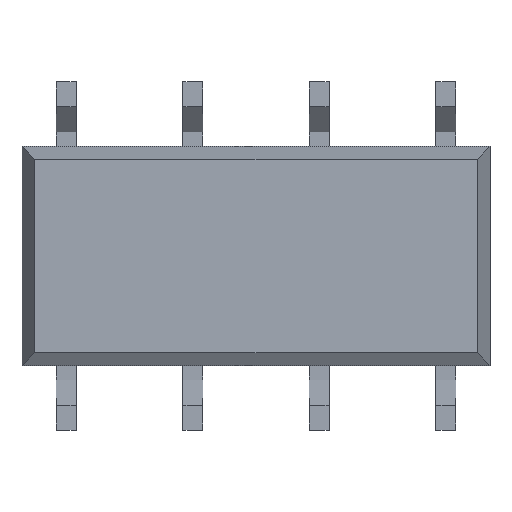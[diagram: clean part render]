
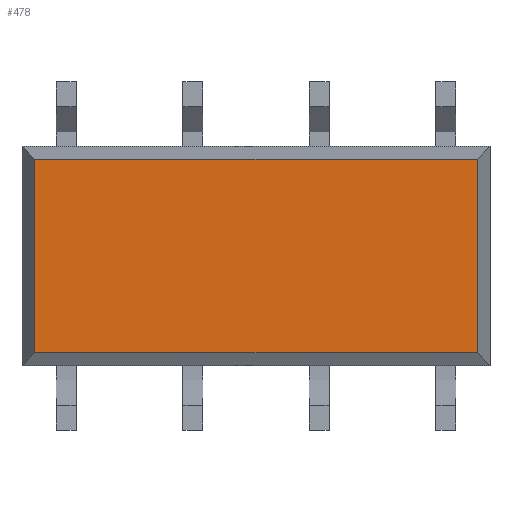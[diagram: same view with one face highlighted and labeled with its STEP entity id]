
A CAD part, front view. The second image highlights one B-rep face of the part: STEP entity #478.
In plain terms, the highlighted planar face has unit normal (0, -1, 0).
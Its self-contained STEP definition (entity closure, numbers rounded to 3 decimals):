
#5 = EDGE_CURVE ( 'NONE', #90, #2388, #360, .T. ) ;
#90 = VERTEX_POINT ( 'NONE', #624 ) ;
#126 = EDGE_CURVE ( 'NONE', #1947, #90, #730, .T. ) ;
#133 = EDGE_LOOP ( 'NONE', ( #2202, #2365, #2401, #2582 ) ) ;
#160 = EDGE_CURVE ( 'NONE', #1947, #183, #1001, .T. ) ;
#183 = VERTEX_POINT ( 'NONE', #1131 ) ;
#295 = CARTESIAN_POINT ( 'NONE',  ( 8.25, 0.1, -1.94 ) ) ;
#360 = LINE ( 'NONE', #361, #362 ) ;
#361 = CARTESIAN_POINT ( 'NONE',  ( -0.63, 0.1, -2.2 ) ) ;
#362 = VECTOR ( 'NONE', #363, 1000. ) ;
#363 = DIRECTION ( 'NONE',  ( 0., 0., 1. ) ) ;
#478 = ADVANCED_FACE ( 'NONE', ( #1903 ), #1904, .F. ) ;
#624 = CARTESIAN_POINT ( 'NONE',  ( -0.63, 0.1, -1.94 ) ) ;
#730 = LINE ( 'NONE', #731, #732 ) ;
#731 = CARTESIAN_POINT ( 'NONE',  ( 8.51, 0.1, -1.94 ) ) ;
#732 = VECTOR ( 'NONE', #733, 1000. ) ;
#733 = DIRECTION ( 'NONE',  ( -1., 0., 0. ) ) ;
#1001 = LINE ( 'NONE', #1002, #1003 ) ;
#1002 = CARTESIAN_POINT ( 'NONE',  ( 8.25, 0.1, -2.2 ) ) ;
#1003 = VECTOR ( 'NONE', #1007, 1000. ) ;
#1007 = DIRECTION ( 'NONE',  ( 0., 0., 1. ) ) ;
#1131 = CARTESIAN_POINT ( 'NONE',  ( 8.25, 0.1, 1.94 ) ) ;
#1584 = LINE ( 'NONE', #1585, #1586 ) ;
#1585 = CARTESIAN_POINT ( 'NONE',  ( 8.51, 0.1, 1.94 ) ) ;
#1586 = VECTOR ( 'NONE', #1588, 1000. ) ;
#1588 = DIRECTION ( 'NONE',  ( -1., 0., 0. ) ) ;
#1806 = CARTESIAN_POINT ( 'NONE',  ( -0.63, 0.1, 1.94 ) ) ;
#1903 = FACE_OUTER_BOUND ( 'NONE', #133, .T. ) ;
#1904 = PLANE ( 'NONE',  #1905 ) ;
#1905 = AXIS2_PLACEMENT_3D ( 'NONE', #1906, #1907, #1908 ) ;
#1906 = CARTESIAN_POINT ( 'NONE',  ( 8.51, 0.1, 1.94 ) ) ;
#1907 = DIRECTION ( 'NONE',  ( 0., 1., 0. ) ) ;
#1908 = DIRECTION ( 'NONE',  ( 0., 0., 1. ) ) ;
#1947 = VERTEX_POINT ( 'NONE', #295 ) ;
#2202 = ORIENTED_EDGE ( 'NONE', *, *, #2327, .T. ) ;
#2327 = EDGE_CURVE ( 'NONE', #183, #2388, #1584, .T. ) ;
#2365 = ORIENTED_EDGE ( 'NONE', *, *, #5, .F. ) ;
#2388 = VERTEX_POINT ( 'NONE', #1806 ) ;
#2401 = ORIENTED_EDGE ( 'NONE', *, *, #126, .F. ) ;
#2582 = ORIENTED_EDGE ( 'NONE', *, *, #160, .T. ) ;
